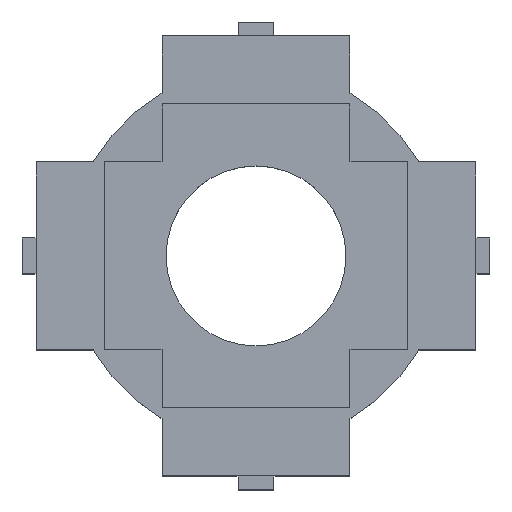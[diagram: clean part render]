
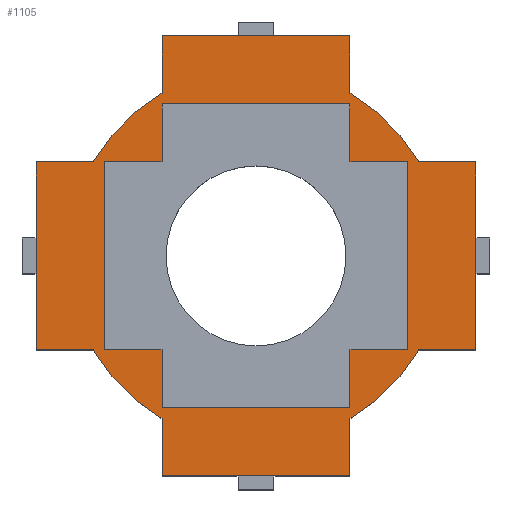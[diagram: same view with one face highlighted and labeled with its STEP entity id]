
A CAD part, top view. The second image highlights one B-rep face of the part: STEP entity #1105.
In plain terms, the highlighted planar face has unit normal (0, 0, 1).
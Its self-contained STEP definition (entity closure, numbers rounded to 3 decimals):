
#29=FACE_BOUND('',#169,.T.);
#40=CIRCLE('',#1133,4.7);
#41=CIRCLE('',#1135,4.7);
#42=CIRCLE('',#1137,4.7);
#45=CIRCLE('',#1151,4.7);
#107=FACE_OUTER_BOUND('',#168,.T.);
#168=EDGE_LOOP('',(#972,#973,#974,#975,#976,#977,#978,#979,#980,#981,#982,
#983,#984,#985,#986,#987));
#169=EDGE_LOOP('',(#988,#989,#990,#991,#992,#993,#994,#995,#996,#997,#998,
#999));
#170=LINE('',#1482,#304);
#174=LINE('',#1490,#308);
#177=LINE('',#1496,#311);
#180=LINE('',#1502,#314);
#183=LINE('',#1508,#317);
#186=LINE('',#1514,#320);
#189=LINE('',#1520,#323);
#192=LINE('',#1526,#326);
#195=LINE('',#1532,#329);
#198=LINE('',#1538,#332);
#201=LINE('',#1544,#335);
#204=LINE('',#1549,#338);
#227=LINE('',#1629,#361);
#231=LINE('',#1636,#365);
#234=LINE('',#1641,#368);
#249=LINE('',#1674,#383);
#252=LINE('',#1680,#386);
#255=LINE('',#1685,#389);
#271=LINE('',#1721,#405);
#276=LINE('',#1729,#410);
#278=LINE('',#1732,#412);
#293=LINE('',#1766,#427);
#296=LINE('',#1772,#430);
#299=LINE('',#1777,#433);
#304=VECTOR('',#1190,10.);
#308=VECTOR('',#1196,10.);
#311=VECTOR('',#1201,10.);
#314=VECTOR('',#1206,10.);
#317=VECTOR('',#1211,10.);
#320=VECTOR('',#1216,10.);
#323=VECTOR('',#1221,10.);
#326=VECTOR('',#1226,10.);
#329=VECTOR('',#1231,10.);
#332=VECTOR('',#1236,10.);
#335=VECTOR('',#1241,10.);
#338=VECTOR('',#1246,10.);
#361=VECTOR('',#1323,10.);
#365=VECTOR('',#1329,10.);
#368=VECTOR('',#1334,10.);
#383=VECTOR('',#1365,10.);
#386=VECTOR('',#1370,10.);
#389=VECTOR('',#1375,10.);
#405=VECTOR('',#1407,10.);
#410=VECTOR('',#1414,10.);
#412=VECTOR('',#1418,10.);
#427=VECTOR('',#1449,10.);
#430=VECTOR('',#1454,10.);
#433=VECTOR('',#1459,10.);
#438=VERTEX_POINT('',#1480);
#439=VERTEX_POINT('',#1481);
#442=VERTEX_POINT('',#1489);
#444=VERTEX_POINT('',#1495);
#446=VERTEX_POINT('',#1501);
#448=VERTEX_POINT('',#1507);
#450=VERTEX_POINT('',#1513);
#452=VERTEX_POINT('',#1519);
#454=VERTEX_POINT('',#1525);
#456=VERTEX_POINT('',#1531);
#458=VERTEX_POINT('',#1537);
#460=VERTEX_POINT('',#1543);
#472=VERTEX_POINT('',#1574);
#473=VERTEX_POINT('',#1576);
#474=VERTEX_POINT('',#1580);
#475=VERTEX_POINT('',#1582);
#476=VERTEX_POINT('',#1586);
#477=VERTEX_POINT('',#1588);
#490=VERTEX_POINT('',#1627);
#491=VERTEX_POINT('',#1628);
#493=VERTEX_POINT('',#1635);
#495=VERTEX_POINT('',#1646);
#504=VERTEX_POINT('',#1673);
#506=VERTEX_POINT('',#1679);
#518=VERTEX_POINT('',#1719);
#519=VERTEX_POINT('',#1720);
#532=VERTEX_POINT('',#1765);
#534=VERTEX_POINT('',#1771);
#538=EDGE_CURVE('',#438,#439,#170,.T.);
#542=EDGE_CURVE('',#442,#438,#174,.T.);
#545=EDGE_CURVE('',#444,#442,#177,.T.);
#548=EDGE_CURVE('',#446,#444,#180,.T.);
#551=EDGE_CURVE('',#448,#446,#183,.T.);
#554=EDGE_CURVE('',#450,#448,#186,.T.);
#557=EDGE_CURVE('',#452,#450,#189,.T.);
#560=EDGE_CURVE('',#454,#452,#192,.T.);
#563=EDGE_CURVE('',#456,#454,#195,.T.);
#566=EDGE_CURVE('',#458,#456,#198,.T.);
#569=EDGE_CURVE('',#460,#458,#201,.T.);
#572=EDGE_CURVE('',#439,#460,#204,.T.);
#585=EDGE_CURVE('',#472,#473,#40,.T.);
#588=EDGE_CURVE('',#474,#475,#41,.T.);
#591=EDGE_CURVE('',#476,#477,#42,.T.);
#610=EDGE_CURVE('',#490,#491,#227,.T.);
#614=EDGE_CURVE('',#493,#476,#231,.T.);
#617=EDGE_CURVE('',#490,#493,#234,.T.);
#621=EDGE_CURVE('',#495,#491,#45,.T.);
#633=EDGE_CURVE('',#504,#473,#249,.T.);
#636=EDGE_CURVE('',#506,#495,#252,.T.);
#639=EDGE_CURVE('',#504,#506,#255,.T.);
#656=EDGE_CURVE('',#518,#519,#271,.T.);
#661=EDGE_CURVE('',#518,#477,#276,.T.);
#663=EDGE_CURVE('',#519,#474,#278,.T.);
#679=EDGE_CURVE('',#532,#475,#293,.T.);
#682=EDGE_CURVE('',#534,#472,#296,.T.);
#685=EDGE_CURVE('',#532,#534,#299,.T.);
#972=ORIENTED_EDGE('',*,*,#585,.F.);
#973=ORIENTED_EDGE('',*,*,#682,.F.);
#974=ORIENTED_EDGE('',*,*,#685,.F.);
#975=ORIENTED_EDGE('',*,*,#679,.T.);
#976=ORIENTED_EDGE('',*,*,#588,.F.);
#977=ORIENTED_EDGE('',*,*,#663,.F.);
#978=ORIENTED_EDGE('',*,*,#656,.F.);
#979=ORIENTED_EDGE('',*,*,#661,.T.);
#980=ORIENTED_EDGE('',*,*,#591,.F.);
#981=ORIENTED_EDGE('',*,*,#614,.F.);
#982=ORIENTED_EDGE('',*,*,#617,.F.);
#983=ORIENTED_EDGE('',*,*,#610,.T.);
#984=ORIENTED_EDGE('',*,*,#621,.F.);
#985=ORIENTED_EDGE('',*,*,#636,.F.);
#986=ORIENTED_EDGE('',*,*,#639,.F.);
#987=ORIENTED_EDGE('',*,*,#633,.T.);
#988=ORIENTED_EDGE('',*,*,#538,.T.);
#989=ORIENTED_EDGE('',*,*,#572,.T.);
#990=ORIENTED_EDGE('',*,*,#569,.T.);
#991=ORIENTED_EDGE('',*,*,#566,.T.);
#992=ORIENTED_EDGE('',*,*,#563,.T.);
#993=ORIENTED_EDGE('',*,*,#560,.T.);
#994=ORIENTED_EDGE('',*,*,#557,.T.);
#995=ORIENTED_EDGE('',*,*,#554,.T.);
#996=ORIENTED_EDGE('',*,*,#551,.T.);
#997=ORIENTED_EDGE('',*,*,#548,.T.);
#998=ORIENTED_EDGE('',*,*,#545,.T.);
#999=ORIENTED_EDGE('',*,*,#542,.T.);
#1047=PLANE('',#1185);
#1105=ADVANCED_FACE('',(#107,#29),#1047,.F.);
#1133=AXIS2_PLACEMENT_3D('',#1577,#1275,#1276);
#1135=AXIS2_PLACEMENT_3D('',#1583,#1281,#1282);
#1137=AXIS2_PLACEMENT_3D('',#1589,#1287,#1288);
#1151=AXIS2_PLACEMENT_3D('',#1648,#1342,#1343);
#1185=AXIS2_PLACEMENT_3D('',#1790,#1476,#1477);
#1190=DIRECTION('',(-1.,0.,0.));
#1196=DIRECTION('',(0.,1.,0.));
#1201=DIRECTION('',(-1.,0.,0.));
#1206=DIRECTION('',(0.,-1.,0.));
#1211=DIRECTION('',(-1.,0.,0.));
#1216=DIRECTION('',(0.,-1.,0.));
#1221=DIRECTION('',(1.,0.,0.));
#1226=DIRECTION('',(0.,-1.,0.));
#1231=DIRECTION('',(1.,0.,0.));
#1236=DIRECTION('',(0.,1.,0.));
#1241=DIRECTION('',(1.,0.,0.));
#1246=DIRECTION('',(0.,1.,0.));
#1275=DIRECTION('center_axis',(0.,0.,-1.));
#1276=DIRECTION('ref_axis',(-1.,0.,0.));
#1281=DIRECTION('center_axis',(0.,0.,-1.));
#1282=DIRECTION('ref_axis',(-1.,0.,0.));
#1287=DIRECTION('center_axis',(0.,0.,-1.));
#1288=DIRECTION('ref_axis',(-1.,0.,0.));
#1323=DIRECTION('',(0.,-1.,0.));
#1329=DIRECTION('',(0.,-1.,0.));
#1334=DIRECTION('',(1.,0.,0.));
#1342=DIRECTION('center_axis',(0.,0.,-1.));
#1343=DIRECTION('ref_axis',(-1.,0.,0.));
#1365=DIRECTION('',(1.,0.,0.));
#1370=DIRECTION('',(1.,0.,0.));
#1375=DIRECTION('',(0.,1.,0.));
#1407=DIRECTION('',(0.,-1.,0.));
#1414=DIRECTION('',(-1.,0.,0.));
#1418=DIRECTION('',(-1.,0.,0.));
#1449=DIRECTION('',(0.,1.,0.));
#1454=DIRECTION('',(0.,1.,0.));
#1459=DIRECTION('',(-1.,0.,0.));
#1476=DIRECTION('center_axis',(0.,0.,-1.));
#1477=DIRECTION('ref_axis',(-1.,0.,0.));
#1480=CARTESIAN_POINT('',(-7.89,-7.891,4.414));
#1481=CARTESIAN_POINT('',(-9.34,-7.891,4.414));
#1482=CARTESIAN_POINT('',(-6.715,-7.891,4.414));
#1489=CARTESIAN_POINT('',(-7.89,-9.341,4.414));
#1490=CARTESIAN_POINT('',(-7.89,-7.441,4.414));
#1495=CARTESIAN_POINT('',(-3.19,-9.341,4.414));
#1496=CARTESIAN_POINT('',(-4.365,-9.341,4.414));
#1501=CARTESIAN_POINT('',(-3.19,-7.891,4.414));
#1502=CARTESIAN_POINT('',(-3.19,-6.716,4.414));
#1507=CARTESIAN_POINT('',(-1.74,-7.891,4.414));
#1508=CARTESIAN_POINT('',(-3.64,-7.891,4.414));
#1513=CARTESIAN_POINT('',(-1.74,-3.191,4.414));
#1514=CARTESIAN_POINT('',(-1.74,-4.366,4.414));
#1519=CARTESIAN_POINT('',(-3.19,-3.191,4.414));
#1520=CARTESIAN_POINT('',(-4.365,-3.191,4.414));
#1525=CARTESIAN_POINT('',(-3.19,-1.741,4.414));
#1526=CARTESIAN_POINT('',(-3.19,-3.641,4.414));
#1531=CARTESIAN_POINT('',(-7.89,-1.741,4.414));
#1532=CARTESIAN_POINT('',(-6.715,-1.741,4.414));
#1537=CARTESIAN_POINT('',(-7.89,-3.191,4.414));
#1538=CARTESIAN_POINT('',(-7.89,-4.366,4.414));
#1543=CARTESIAN_POINT('',(-9.34,-3.191,4.414));
#1544=CARTESIAN_POINT('',(-7.44,-3.191,4.414));
#1549=CARTESIAN_POINT('',(-9.34,-6.716,4.414));
#1574=CARTESIAN_POINT('',(-7.89,-9.611,4.414));
#1576=CARTESIAN_POINT('',(-9.61,-7.891,4.414));
#1577=CARTESIAN_POINT('Origin',(-5.54,-5.541,4.414));
#1580=CARTESIAN_POINT('',(-1.47,-7.891,4.414));
#1582=CARTESIAN_POINT('',(-3.19,-9.611,4.414));
#1583=CARTESIAN_POINT('Origin',(-5.54,-5.541,4.414));
#1586=CARTESIAN_POINT('',(-3.19,-1.47,4.414));
#1588=CARTESIAN_POINT('',(-1.47,-3.191,4.414));
#1589=CARTESIAN_POINT('Origin',(-5.54,-5.541,4.414));
#1627=CARTESIAN_POINT('',(-7.89,-0.041,4.414));
#1628=CARTESIAN_POINT('',(-7.89,-1.47,4.414));
#1629=CARTESIAN_POINT('',(-7.89,-0.041,4.414));
#1635=CARTESIAN_POINT('',(-3.19,-0.041,4.414));
#1636=CARTESIAN_POINT('',(-3.19,-0.041,4.414));
#1641=CARTESIAN_POINT('',(-5.09,-0.041,4.414));
#1646=CARTESIAN_POINT('',(-9.61,-3.191,4.414));
#1648=CARTESIAN_POINT('Origin',(-5.54,-5.541,4.414));
#1673=CARTESIAN_POINT('',(-11.04,-7.891,4.414));
#1674=CARTESIAN_POINT('',(-11.04,-7.891,4.414));
#1679=CARTESIAN_POINT('',(-11.04,-3.191,4.414));
#1680=CARTESIAN_POINT('',(-11.04,-3.191,4.414));
#1685=CARTESIAN_POINT('',(-11.04,-5.091,4.414));
#1719=CARTESIAN_POINT('',(-0.04,-3.191,4.414));
#1720=CARTESIAN_POINT('',(-0.04,-7.891,4.414));
#1721=CARTESIAN_POINT('',(-0.04,-3.191,4.414));
#1729=CARTESIAN_POINT('',(-0.04,-3.191,4.414));
#1732=CARTESIAN_POINT('',(-0.04,-7.891,4.414));
#1765=CARTESIAN_POINT('',(-3.19,-11.041,4.414));
#1766=CARTESIAN_POINT('',(-3.19,-11.041,4.414));
#1771=CARTESIAN_POINT('',(-7.89,-11.041,4.414));
#1772=CARTESIAN_POINT('',(-7.89,-11.041,4.414));
#1777=CARTESIAN_POINT('',(-5.99,-11.041,4.414));
#1790=CARTESIAN_POINT('Origin',(-5.54,-5.541,4.414));
